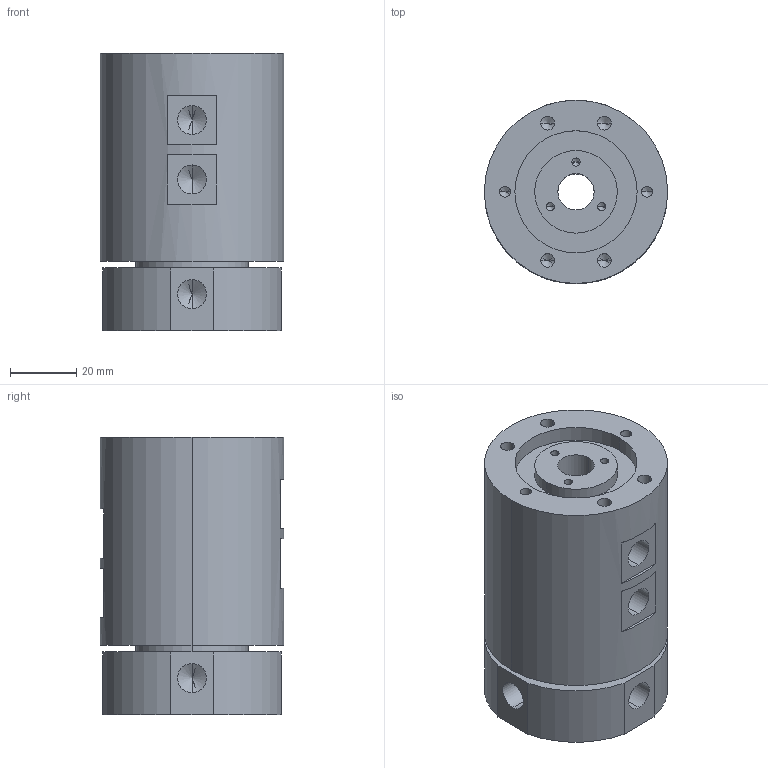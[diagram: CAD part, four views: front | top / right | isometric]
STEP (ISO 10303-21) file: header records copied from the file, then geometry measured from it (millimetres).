
FILE_DESCRIPTION (( 'STEP AP203' ), '1' );
FILE_NAME ('MK41(N1208).STEP', '2020-07-13T01:58:17', ( '微软用户' ), ( '微软中国' ), 'SwSTEP 2.0', 'SolidWorks 2014', '' );
FILE_SCHEMA (( 'CONFIG_CONTROL_DESIGN' ));
Length unit declared in the file: millimetre
Products named in the file (1): MK41(N1208)
Bounding box: 55.5 x 55.5 x 84 mm (x, y, z)
Volume: 181591.3 mm3; surface area: 29468.3 mm2
Topology: 1 solids, 1 shells, 120 faces, 288 edges, 157 vertices
Faces by surface type: cylinder 56, cone 42, plane 22
Entity records: 3263 total; most frequent: DIRECTION 608, CARTESIAN_POINT 524, ORIENTED_EDGE 492, EDGE_CURVE 246, AXIS2_PLACEMENT_3D 241, VERTEX_POINT 157, EDGE_LOOP 151, LINE 126
